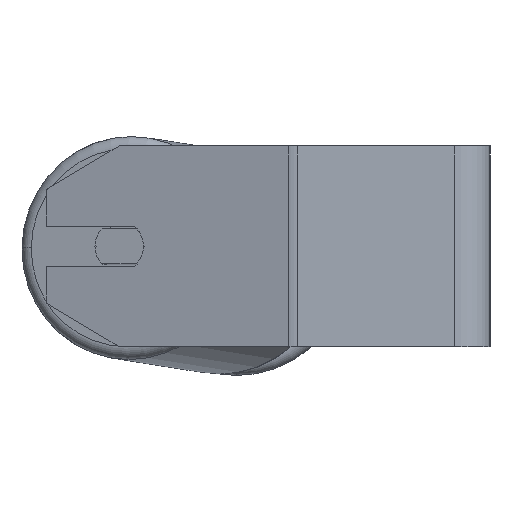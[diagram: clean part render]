
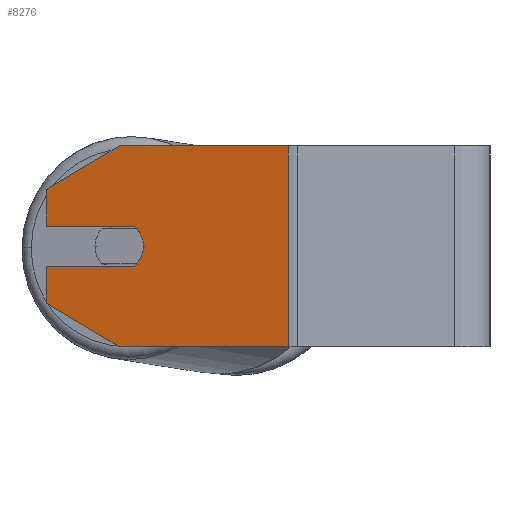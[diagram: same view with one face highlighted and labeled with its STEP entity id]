
A CAD part, left-side view. The second image highlights one B-rep face of the part: STEP entity #8276.
In plain terms, the highlighted planar face has unit normal (-0.966, 0.259, 0).
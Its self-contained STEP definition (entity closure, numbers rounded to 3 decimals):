
#576 = CARTESIAN_POINT ( 'NONE',  ( -284.523, 80.502, 40. ) ) ;
#600 = CARTESIAN_POINT ( 'NONE',  ( -268.019, 142.097, 8. ) ) ;
#602 = LINE ( 'NONE', #2645, #5388 ) ;
#643 = AXIS2_PLACEMENT_3D ( 'NONE', #6436, #3782, #5746 ) ;
#862 = LINE ( 'NONE', #4822, #1132 ) ;
#883 = VERTEX_POINT ( 'NONE', #5829 ) ;
#972 = CARTESIAN_POINT ( 'NONE',  ( -268.019, 142.097, -8. ) ) ;
#1007 = VERTEX_POINT ( 'NONE', #4468 ) ;
#1013 = CIRCLE ( 'NONE', #3996, 10. ) ;
#1132 = VECTOR ( 'NONE', #2179, 1000. ) ;
#1144 = VECTOR ( 'NONE', #3388, 1000. ) ;
#1153 = ORIENTED_EDGE ( 'NONE', *, *, #6884, .T. ) ;
#1189 = PLANE ( 'NONE',  #643 ) ;
#1218 = VERTEX_POINT ( 'NONE', #972 ) ;
#1336 = VERTEX_POINT ( 'NONE', #7737 ) ;
#1346 = LINE ( 'NONE', #2715, #1144 ) ;
#1397 = EDGE_LOOP ( 'NONE', ( #3262, #2826, #3650, #1556, #4816, #1615, #6270, #1153, #6045, #1406, #2880 ) ) ;
#1406 = ORIENTED_EDGE ( 'NONE', *, *, #1670, .F. ) ;
#1522 = VECTOR ( 'NONE', #1926, 1000. ) ;
#1556 = ORIENTED_EDGE ( 'NONE', *, *, #6812, .T. ) ;
#1615 = ORIENTED_EDGE ( 'NONE', *, *, #4361, .F. ) ;
#1662 = CIRCLE ( 'NONE', #5196, 10. ) ;
#1670 = EDGE_CURVE ( 'NONE', #5758, #2244, #2442, .T. ) ;
#1711 = VECTOR ( 'NONE', #8432, 1000. ) ;
#1791 = CARTESIAN_POINT ( 'NONE',  ( -266.466, 147.893, -40. ) ) ;
#1795 = DIRECTION ( 'NONE',  ( -0.259, -0.966, 0. ) ) ;
#1916 = CARTESIAN_POINT ( 'NONE',  ( -258.701, 176.87, -8. ) ) ;
#1926 = DIRECTION ( 'NONE',  ( 0.259, 0.966, 0. ) ) ;
#1930 = VECTOR ( 'NONE', #1795, 1000. ) ;
#1973 = EDGE_CURVE ( 'NONE', #5014, #4796, #4516, .T. ) ;
#2118 = EDGE_CURVE ( 'NONE', #1218, #5906, #1662, .T. ) ;
#2179 = DIRECTION ( 'NONE',  ( 0., 0., -1. ) ) ;
#2210 = LINE ( 'NONE', #5445, #5098 ) ;
#2217 = CARTESIAN_POINT ( 'NONE',  ( -258.701, 176.87, 8. ) ) ;
#2244 = VERTEX_POINT ( 'NONE', #2217 ) ;
#2334 = EDGE_CURVE ( 'NONE', #1007, #2244, #3937, .T. ) ;
#2433 = CARTESIAN_POINT ( 'NONE',  ( -258.701, 176.87, 40. ) ) ;
#2442 = LINE ( 'NONE', #6416, #1522 ) ;
#2645 = CARTESIAN_POINT ( 'NONE',  ( -258.701, 176.87, 22.679 ) ) ;
#2715 = CARTESIAN_POINT ( 'NONE',  ( -268.019, 142.097, -8. ) ) ;
#2762 = VECTOR ( 'NONE', #5225, 1000. ) ;
#2764 = CARTESIAN_POINT ( 'NONE',  ( -266.466, 147.893, -40. ) ) ;
#2826 = ORIENTED_EDGE ( 'NONE', *, *, #3412, .F. ) ;
#2880 = ORIENTED_EDGE ( 'NONE', *, *, #3477, .F. ) ;
#2894 = DIRECTION ( 'NONE',  ( -0.259, -0.966, 0. ) ) ;
#3067 = LINE ( 'NONE', #1791, #6476 ) ;
#3233 = CARTESIAN_POINT ( 'NONE',  ( -266.466, 147.893, 0. ) ) ;
#3262 = ORIENTED_EDGE ( 'NONE', *, *, #2118, .F. ) ;
#3388 = DIRECTION ( 'NONE',  ( -0.259, -0.966, 0. ) ) ;
#3412 = EDGE_CURVE ( 'NONE', #6913, #1218, #1346, .T. ) ;
#3477 = EDGE_CURVE ( 'NONE', #5906, #5758, #1013, .T. ) ;
#3650 = ORIENTED_EDGE ( 'NONE', *, *, #6929, .T. ) ;
#3782 = DIRECTION ( 'NONE',  ( 0.966, -0.259, 0. ) ) ;
#3891 = CARTESIAN_POINT ( 'NONE',  ( -266.466, 147.893, 40. ) ) ;
#3937 = LINE ( 'NONE', #5860, #2762 ) ;
#3939 = DIRECTION ( 'NONE',  ( -0.259, -0.966, 0. ) ) ;
#3996 = AXIS2_PLACEMENT_3D ( 'NONE', #4585, #7195, #3939 ) ;
#4361 = EDGE_CURVE ( 'NONE', #4796, #1336, #862, .T. ) ;
#4468 = CARTESIAN_POINT ( 'NONE',  ( -258.701, 176.87, 22.679 ) ) ;
#4516 = LINE ( 'NONE', #2433, #1930 ) ;
#4585 = CARTESIAN_POINT ( 'NONE',  ( -266.466, 147.893, 0. ) ) ;
#4636 = CARTESIAN_POINT ( 'NONE',  ( -258.701, 176.87, 40. ) ) ;
#4767 = CARTESIAN_POINT ( 'NONE',  ( -269.054, 138.233, 0. ) ) ;
#4796 = VERTEX_POINT ( 'NONE', #576 ) ;
#4816 = ORIENTED_EDGE ( 'NONE', *, *, #5903, .T. ) ;
#4822 = CARTESIAN_POINT ( 'NONE',  ( -284.523, 80.502, 40. ) ) ;
#5014 = VERTEX_POINT ( 'NONE', #3891 ) ;
#5098 = VECTOR ( 'NONE', #2894, 1000. ) ;
#5196 = AXIS2_PLACEMENT_3D ( 'NONE', #3233, #7300, #5324 ) ;
#5225 = DIRECTION ( 'NONE',  ( 0., 0., -1. ) ) ;
#5324 = DIRECTION ( 'NONE',  ( -0.259, -0.966, 0. ) ) ;
#5388 = VECTOR ( 'NONE', #6488, 1000. ) ;
#5445 = CARTESIAN_POINT ( 'NONE',  ( -258.701, 176.87, -40. ) ) ;
#5585 = DIRECTION ( 'NONE',  ( -0.224, -0.837, -0.5 ) ) ;
#5746 = DIRECTION ( 'NONE',  ( 0.259, 0.966, 0. ) ) ;
#5758 = VERTEX_POINT ( 'NONE', #600 ) ;
#5829 = CARTESIAN_POINT ( 'NONE',  ( -258.701, 176.87, -22.679 ) ) ;
#5860 = CARTESIAN_POINT ( 'NONE',  ( -258.701, 176.87, 40. ) ) ;
#5903 = EDGE_CURVE ( 'NONE', #7115, #1336, #2210, .T. ) ;
#5906 = VERTEX_POINT ( 'NONE', #4767 ) ;
#5965 = LINE ( 'NONE', #4636, #1711 ) ;
#6045 = ORIENTED_EDGE ( 'NONE', *, *, #2334, .T. ) ;
#6270 = ORIENTED_EDGE ( 'NONE', *, *, #1973, .F. ) ;
#6416 = CARTESIAN_POINT ( 'NONE',  ( -268.019, 142.097, 8. ) ) ;
#6436 = CARTESIAN_POINT ( 'NONE',  ( -258.701, 176.87, 40. ) ) ;
#6476 = VECTOR ( 'NONE', #5585, 1000. ) ;
#6483 = FACE_OUTER_BOUND ( 'NONE', #1397, .T. ) ;
#6488 = DIRECTION ( 'NONE',  ( 0.224, 0.837, -0.5 ) ) ;
#6812 = EDGE_CURVE ( 'NONE', #883, #7115, #3067, .T. ) ;
#6884 = EDGE_CURVE ( 'NONE', #5014, #1007, #602, .T. ) ;
#6913 = VERTEX_POINT ( 'NONE', #1916 ) ;
#6929 = EDGE_CURVE ( 'NONE', #6913, #883, #5965, .T. ) ;
#7115 = VERTEX_POINT ( 'NONE', #2764 ) ;
#7195 = DIRECTION ( 'NONE',  ( -0.966, 0.259, 0. ) ) ;
#7300 = DIRECTION ( 'NONE',  ( -0.966, 0.259, 0. ) ) ;
#7737 = CARTESIAN_POINT ( 'NONE',  ( -284.523, 80.502, -40. ) ) ;
#8276 = ADVANCED_FACE ( 'NONE', ( #6483 ), #1189, .F. ) ;
#8432 = DIRECTION ( 'NONE',  ( 0., 0., -1. ) ) ;
